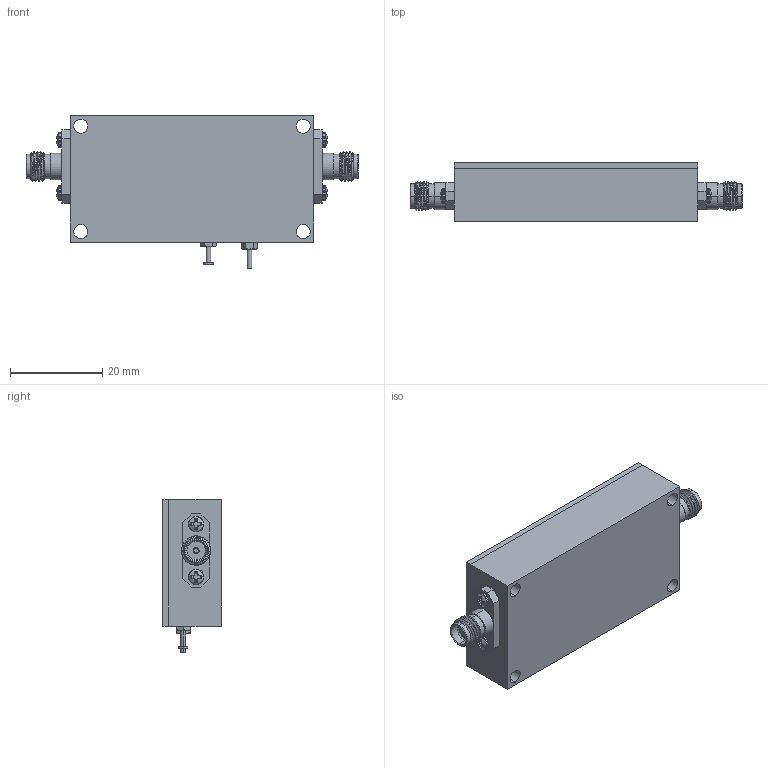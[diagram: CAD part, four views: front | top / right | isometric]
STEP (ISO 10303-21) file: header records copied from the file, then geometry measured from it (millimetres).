
FILE_DESCRIPTION (( 'STEP AP203' ), '1' );
FILE_NAME ('PE15A4018.step', '2019-07-15T13:30:17', ( '' ), ( '' ), 'SwSTEP 2.0', 'SolidWorks 2018', '' );
FILE_SCHEMA (( 'CONFIG_CONTROL_DESIGN' ));
Length unit declared in the file: inch
Products named in the file (1): PE15A4018
Bounding box: 71.98 x 12.73 x 33.15 mm (x, y, z)
Volume: 18691.2 mm3; surface area: 7129.8 mm2
Topology: 17 solids, 17 shells, 1582 faces, 4208 edges, 2764 vertices
Faces by surface type: plane 754, bspline 353, cylinder 289, cone 162, torus 16, sphere 8
Entity records: 76545 total; most frequent: CARTESIAN_POINT 40766, ORIENTED_EDGE 8368, DIRECTION 5854, EDGE_CURVE 4184, VERTEX_POINT 2764, LINE 2278, VECTOR 2278, AXIS2_PLACEMENT_3D 1788
